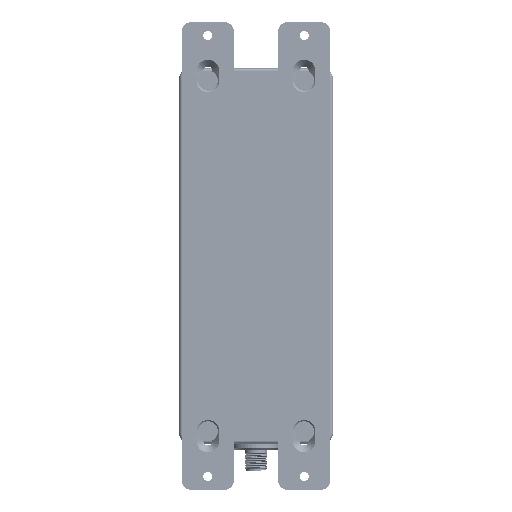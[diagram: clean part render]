
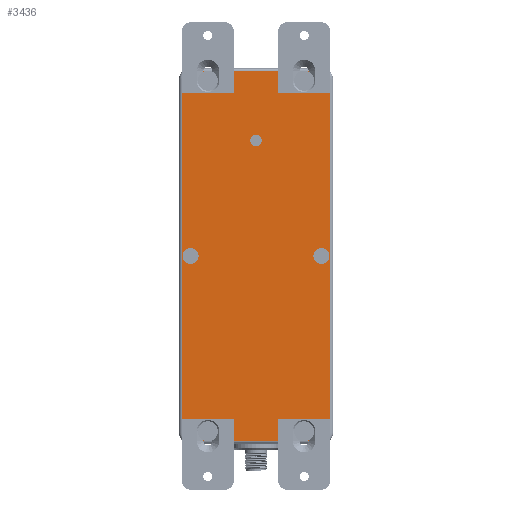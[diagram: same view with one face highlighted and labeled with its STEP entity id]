
A CAD part, front view. The second image highlights one B-rep face of the part: STEP entity #3436.
In plain terms, the highlighted face is planar.
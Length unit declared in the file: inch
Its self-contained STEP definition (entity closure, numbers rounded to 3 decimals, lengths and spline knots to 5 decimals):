
#1=CARTESIAN_POINT('',(2.559,7.42444,0.));
#2=DIRECTION('',(0.,0.,1.));
#3=DIRECTION('',(0.,1.,0.));
#4=AXIS2_PLACEMENT_3D('',#1,#2,#3);
#6=CARTESIAN_POINT('',(2.559,7.42444,0.));
#7=DIRECTION('',(0.,0.,1.));
#8=DIRECTION('',(0.,-1.,0.));
#9=AXIS2_PLACEMENT_3D('',#6,#7,#8);
#11=CARTESIAN_POINT('',(2.559,0.25256,0.));
#12=DIRECTION('',(0.,0.,1.));
#13=DIRECTION('',(0.,1.,0.));
#14=AXIS2_PLACEMENT_3D('',#11,#12,#13);
#16=CARTESIAN_POINT('',(2.559,0.25256,0.));
#17=DIRECTION('',(0.,0.,1.));
#18=DIRECTION('',(0.,-1.,0.));
#19=AXIS2_PLACEMENT_3D('',#16,#17,#18);
#21=CARTESIAN_POINT('',(0.59,0.25256,0.));
#22=DIRECTION('',(0.,0.,1.));
#23=DIRECTION('',(0.,1.,0.));
#24=AXIS2_PLACEMENT_3D('',#21,#22,#23);
#26=CARTESIAN_POINT('',(0.59,0.25256,0.));
#27=DIRECTION('',(0.,0.,1.));
#28=DIRECTION('',(0.,-1.,0.));
#29=AXIS2_PLACEMENT_3D('',#26,#27,#28);
#31=CARTESIAN_POINT('',(0.59,7.42444,0.));
#32=DIRECTION('',(0.,0.,1.));
#33=DIRECTION('',(0.,1.,0.));
#34=AXIS2_PLACEMENT_3D('',#31,#32,#33);
#36=CARTESIAN_POINT('',(0.59,7.42444,0.));
#37=DIRECTION('',(0.,0.,1.));
#38=DIRECTION('',(0.,-1.,0.));
#39=AXIS2_PLACEMENT_3D('',#36,#37,#38);
#41=CARTESIAN_POINT('',(0.236,7.43225,0.));
#42=DIRECTION('',(0.,0.,-1.));
#43=DIRECTION('',(0.,-1.,0.));
#44=AXIS2_PLACEMENT_3D('',#41,#42,#43);
#46=CARTESIAN_POINT('',(0.236,7.43225,0.));
#47=DIRECTION('',(0.,0.,-1.));
#48=DIRECTION('',(0.,1.,0.));
#49=AXIS2_PLACEMENT_3D('',#46,#47,#48);
#51=CARTESIAN_POINT('',(2.913,7.43225,0.));
#52=DIRECTION('',(0.,0.,-1.));
#53=DIRECTION('',(0.,-1.,0.));
#54=AXIS2_PLACEMENT_3D('',#51,#52,#53);
#56=CARTESIAN_POINT('',(2.913,7.43225,0.));
#57=DIRECTION('',(0.,0.,-1.));
#58=DIRECTION('',(0.,1.,0.));
#59=AXIS2_PLACEMENT_3D('',#56,#57,#58);
#61=CARTESIAN_POINT('',(2.913,3.839,0.));
#62=DIRECTION('',(0.,0.,-1.));
#63=DIRECTION('',(0.,-1.,0.));
#64=AXIS2_PLACEMENT_3D('',#61,#62,#63);
#66=CARTESIAN_POINT('',(2.913,3.839,0.));
#67=DIRECTION('',(0.,0.,-1.));
#68=DIRECTION('',(0.,1.,0.));
#69=AXIS2_PLACEMENT_3D('',#66,#67,#68);
#71=CARTESIAN_POINT('',(2.913,0.24475,0.));
#72=DIRECTION('',(0.,0.,-1.));
#73=DIRECTION('',(0.,-1.,0.));
#74=AXIS2_PLACEMENT_3D('',#71,#72,#73);
#76=CARTESIAN_POINT('',(2.913,0.24475,0.));
#77=DIRECTION('',(0.,0.,-1.));
#78=DIRECTION('',(0.,1.,0.));
#79=AXIS2_PLACEMENT_3D('',#76,#77,#78);
#81=CARTESIAN_POINT('',(0.236,0.24475,0.));
#82=DIRECTION('',(0.,0.,-1.));
#83=DIRECTION('',(0.,-1.,0.));
#84=AXIS2_PLACEMENT_3D('',#81,#82,#83);
#86=CARTESIAN_POINT('',(0.236,0.24475,0.));
#87=DIRECTION('',(0.,0.,-1.));
#88=DIRECTION('',(0.,1.,0.));
#89=AXIS2_PLACEMENT_3D('',#86,#87,#88);
#91=CARTESIAN_POINT('',(0.236,3.839,0.));
#92=DIRECTION('',(0.,0.,-1.));
#93=DIRECTION('',(0.,-1.,0.));
#94=AXIS2_PLACEMENT_3D('',#91,#92,#93);
#96=CARTESIAN_POINT('',(0.236,3.839,0.));
#97=DIRECTION('',(0.,0.,-1.));
#98=DIRECTION('',(0.,1.,0.));
#99=AXIS2_PLACEMENT_3D('',#96,#97,#98);
#101=CARTESIAN_POINT('',(0.21875,7.45825,0.));
#102=DIRECTION('',(0.,0.,-1.));
#103=DIRECTION('',(-1.,0.,0.));
#104=AXIS2_PLACEMENT_3D('',#101,#102,#103);
#106=DIRECTION('',(0.,1.,0.));
#107=VECTOR('',#106,7.2395);
#108=CARTESIAN_POINT('',(0.063,0.21875,0.));
#109=LINE('',#108,#107);
#110=CARTESIAN_POINT('',(0.21875,0.21875,0.));
#111=DIRECTION('',(0.,0.,-1.));
#112=DIRECTION('',(0.,-1.,0.));
#113=AXIS2_PLACEMENT_3D('',#110,#111,#112);
#115=DIRECTION('',(-1.,0.,0.));
#116=VECTOR('',#115,2.7115);
#117=CARTESIAN_POINT('',(2.93025,0.063,0.));
#118=LINE('',#117,#116);
#119=CARTESIAN_POINT('',(2.93025,0.21875,0.));
#120=DIRECTION('',(0.,0.,-1.));
#121=DIRECTION('',(1.,0.,0.));
#122=AXIS2_PLACEMENT_3D('',#119,#120,#121);
#124=DIRECTION('',(0.,-1.,0.));
#125=VECTOR('',#124,7.2395);
#126=CARTESIAN_POINT('',(3.086,7.45825,0.));
#127=LINE('',#126,#125);
#128=CARTESIAN_POINT('',(2.93025,7.45825,0.));
#129=DIRECTION('',(0.,0.,-1.));
#130=DIRECTION('',(0.,1.,0.));
#131=AXIS2_PLACEMENT_3D('',#128,#129,#130);
#133=DIRECTION('',(1.,0.,0.));
#134=VECTOR('',#133,2.7115);
#135=CARTESIAN_POINT('',(0.21875,7.614,0.));
#136=LINE('',#135,#134);
#3185=CARTESIAN_POINT('',(2.559,7.51038,0.));
#3186=CARTESIAN_POINT('',(2.559,7.3385,0.));
#3187=VERTEX_POINT('',#3185);
#3188=VERTEX_POINT('',#3186);
#3189=CARTESIAN_POINT('',(2.559,0.3385,0.));
#3190=CARTESIAN_POINT('',(2.559,0.16663,0.));
#3191=VERTEX_POINT('',#3189);
#3192=VERTEX_POINT('',#3190);
#3193=CARTESIAN_POINT('',(0.59,0.3385,0.));
#3194=CARTESIAN_POINT('',(0.59,0.16663,0.));
#3195=VERTEX_POINT('',#3193);
#3196=VERTEX_POINT('',#3194);
#3197=CARTESIAN_POINT('',(0.59,7.51038,0.));
#3198=CARTESIAN_POINT('',(0.59,7.3385,0.));
#3199=VERTEX_POINT('',#3197);
#3200=VERTEX_POINT('',#3198);
#3265=CARTESIAN_POINT('',(0.236,7.26819,0.));
#3266=CARTESIAN_POINT('',(0.236,7.59631,0.));
#3267=VERTEX_POINT('',#3265);
#3268=VERTEX_POINT('',#3266);
#3269=CARTESIAN_POINT('',(2.913,7.26819,0.));
#3270=CARTESIAN_POINT('',(2.913,7.59631,0.));
#3271=VERTEX_POINT('',#3269);
#3272=VERTEX_POINT('',#3270);
#3273=CARTESIAN_POINT('',(2.913,3.67494,0.));
#3274=CARTESIAN_POINT('',(2.913,4.00306,0.));
#3275=VERTEX_POINT('',#3273);
#3276=VERTEX_POINT('',#3274);
#3277=CARTESIAN_POINT('',(2.913,0.08069,0.));
#3278=CARTESIAN_POINT('',(2.913,0.40881,0.));
#3279=VERTEX_POINT('',#3277);
#3280=VERTEX_POINT('',#3278);
#3281=CARTESIAN_POINT('',(0.236,0.08069,0.));
#3282=CARTESIAN_POINT('',(0.236,0.40881,0.));
#3283=VERTEX_POINT('',#3281);
#3284=VERTEX_POINT('',#3282);
#3285=CARTESIAN_POINT('',(0.236,3.67494,0.));
#3286=CARTESIAN_POINT('',(0.236,4.00306,0.));
#3287=VERTEX_POINT('',#3285);
#3288=VERTEX_POINT('',#3286);
#3313=CARTESIAN_POINT('',(0.063,7.45825,0.));
#3314=CARTESIAN_POINT('',(0.21875,7.614,0.));
#3315=VERTEX_POINT('',#3313);
#3316=VERTEX_POINT('',#3314);
#3321=CARTESIAN_POINT('',(2.93025,7.614,0.));
#3322=VERTEX_POINT('',#3321);
#3325=CARTESIAN_POINT('',(3.086,7.45825,0.));
#3326=VERTEX_POINT('',#3325);
#3329=CARTESIAN_POINT('',(3.086,0.21875,0.));
#3330=VERTEX_POINT('',#3329);
#3333=CARTESIAN_POINT('',(2.93025,0.063,0.));
#3334=VERTEX_POINT('',#3333);
#3337=CARTESIAN_POINT('',(0.21875,0.063,0.));
#3338=VERTEX_POINT('',#3337);
#3341=CARTESIAN_POINT('',(0.063,0.21875,0.));
#3342=VERTEX_POINT('',#3341);
#3353=CARTESIAN_POINT('',(0.,0.,0.));
#3354=DIRECTION('',(0.,0.,1.));
#3355=DIRECTION('',(1.,0.,0.));
#3356=AXIS2_PLACEMENT_3D('',#3353,#3354,#3355);
#3357=PLANE('',#3356);
#3359=ORIENTED_EDGE('',*,*,#3358,.F.);
#3361=ORIENTED_EDGE('',*,*,#3360,.F.);
#3363=ORIENTED_EDGE('',*,*,#3362,.F.);
#3365=ORIENTED_EDGE('',*,*,#3364,.F.);
#3367=ORIENTED_EDGE('',*,*,#3366,.F.);
#3369=ORIENTED_EDGE('',*,*,#3368,.F.);
#3371=ORIENTED_EDGE('',*,*,#3370,.F.);
#3373=ORIENTED_EDGE('',*,*,#3372,.F.);
#3374=EDGE_LOOP('',(#3359,#3361,#3363,#3365,#3367,#3369,#3371,#3373));
#3375=FACE_OUTER_BOUND('',#3374,.F.);
#3377=ORIENTED_EDGE('',*,*,#3376,.F.);
#3379=ORIENTED_EDGE('',*,*,#3378,.F.);
#3380=EDGE_LOOP('',(#3377,#3379));
#3381=FACE_BOUND('',#3380,.F.);
#3383=ORIENTED_EDGE('',*,*,#3382,.F.);
#3385=ORIENTED_EDGE('',*,*,#3384,.F.);
#3386=EDGE_LOOP('',(#3383,#3385));
#3387=FACE_BOUND('',#3386,.F.);
#3389=ORIENTED_EDGE('',*,*,#3388,.F.);
#3391=ORIENTED_EDGE('',*,*,#3390,.F.);
#3392=EDGE_LOOP('',(#3389,#3391));
#3393=FACE_BOUND('',#3392,.F.);
#3395=ORIENTED_EDGE('',*,*,#3394,.T.);
#3397=ORIENTED_EDGE('',*,*,#3396,.T.);
#3398=EDGE_LOOP('',(#3395,#3397));
#3399=FACE_BOUND('',#3398,.F.);
#3401=ORIENTED_EDGE('',*,*,#3400,.T.);
#3403=ORIENTED_EDGE('',*,*,#3402,.T.);
#3404=EDGE_LOOP('',(#3401,#3403));
#3405=FACE_BOUND('',#3404,.F.);
#3407=ORIENTED_EDGE('',*,*,#3406,.T.);
#3409=ORIENTED_EDGE('',*,*,#3408,.T.);
#3410=EDGE_LOOP('',(#3407,#3409));
#3411=FACE_BOUND('',#3410,.F.);
#3413=ORIENTED_EDGE('',*,*,#3412,.T.);
#3415=ORIENTED_EDGE('',*,*,#3414,.T.);
#3416=EDGE_LOOP('',(#3413,#3415));
#3417=FACE_BOUND('',#3416,.F.);
#3419=ORIENTED_EDGE('',*,*,#3418,.T.);
#3421=ORIENTED_EDGE('',*,*,#3420,.T.);
#3422=EDGE_LOOP('',(#3419,#3421));
#3423=FACE_BOUND('',#3422,.F.);
#3425=ORIENTED_EDGE('',*,*,#3424,.T.);
#3427=ORIENTED_EDGE('',*,*,#3426,.T.);
#3428=EDGE_LOOP('',(#3425,#3427));
#3429=FACE_BOUND('',#3428,.F.);
#3431=ORIENTED_EDGE('',*,*,#3430,.F.);
#3433=ORIENTED_EDGE('',*,*,#3432,.F.);
#3434=EDGE_LOOP('',(#3431,#3433));
#3435=FACE_BOUND('',#3434,.F.);
#3436=ADVANCED_FACE('',(#3375,#3381,#3387,#3393,#3399,#3405,#3411,#3417,#3423,
#3429,#3435),#3357,.F.);
#5=CIRCLE('',#4,0.08594);
#10=CIRCLE('',#9,0.08594);
#15=CIRCLE('',#14,0.08594);
#20=CIRCLE('',#19,0.08594);
#25=CIRCLE('',#24,0.08594);
#30=CIRCLE('',#29,0.08594);
#35=CIRCLE('',#34,0.08594);
#40=CIRCLE('',#39,0.08594);
#45=CIRCLE('',#44,0.16406);
#50=CIRCLE('',#49,0.16406);
#55=CIRCLE('',#54,0.16406);
#60=CIRCLE('',#59,0.16406);
#65=CIRCLE('',#64,0.16406);
#70=CIRCLE('',#69,0.16406);
#75=CIRCLE('',#74,0.16406);
#80=CIRCLE('',#79,0.16406);
#85=CIRCLE('',#84,0.16406);
#90=CIRCLE('',#89,0.16406);
#95=CIRCLE('',#94,0.16406);
#100=CIRCLE('',#99,0.16406);
#105=CIRCLE('',#104,0.15575);
#114=CIRCLE('',#113,0.15575);
#123=CIRCLE('',#122,0.15575);
#132=CIRCLE('',#131,0.15575);
#3358=EDGE_CURVE('',#3315,#3316,#105,.T.);
#3360=EDGE_CURVE('',#3342,#3315,#109,.T.);
#3362=EDGE_CURVE('',#3338,#3342,#114,.T.);
#3364=EDGE_CURVE('',#3334,#3338,#118,.T.);
#3366=EDGE_CURVE('',#3330,#3334,#123,.T.);
#3368=EDGE_CURVE('',#3326,#3330,#127,.T.);
#3370=EDGE_CURVE('',#3322,#3326,#132,.T.);
#3372=EDGE_CURVE('',#3316,#3322,#136,.T.);
#3376=EDGE_CURVE('',#3191,#3192,#15,.T.);
#3378=EDGE_CURVE('',#3192,#3191,#20,.T.);
#3382=EDGE_CURVE('',#3195,#3196,#25,.T.);
#3384=EDGE_CURVE('',#3196,#3195,#30,.T.);
#3388=EDGE_CURVE('',#3199,#3200,#35,.T.);
#3390=EDGE_CURVE('',#3200,#3199,#40,.T.);
#3394=EDGE_CURVE('',#3267,#3268,#45,.T.);
#3396=EDGE_CURVE('',#3268,#3267,#50,.T.);
#3400=EDGE_CURVE('',#3271,#3272,#55,.T.);
#3402=EDGE_CURVE('',#3272,#3271,#60,.T.);
#3406=EDGE_CURVE('',#3275,#3276,#65,.T.);
#3408=EDGE_CURVE('',#3276,#3275,#70,.T.);
#3412=EDGE_CURVE('',#3279,#3280,#75,.T.);
#3414=EDGE_CURVE('',#3280,#3279,#80,.T.);
#3418=EDGE_CURVE('',#3283,#3284,#85,.T.);
#3420=EDGE_CURVE('',#3284,#3283,#90,.T.);
#3424=EDGE_CURVE('',#3287,#3288,#95,.T.);
#3426=EDGE_CURVE('',#3288,#3287,#100,.T.);
#3430=EDGE_CURVE('',#3187,#3188,#5,.T.);
#3432=EDGE_CURVE('',#3188,#3187,#10,.T.);
